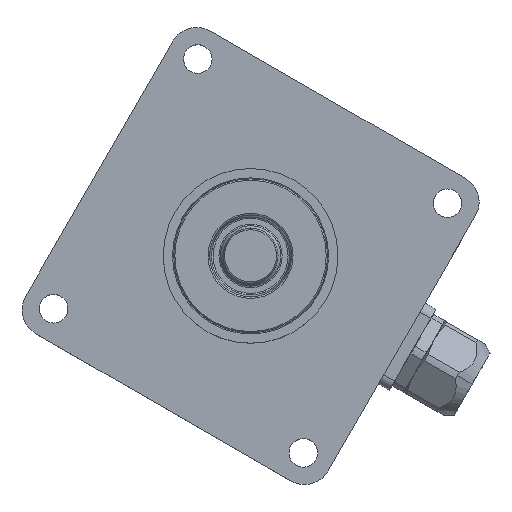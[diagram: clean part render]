
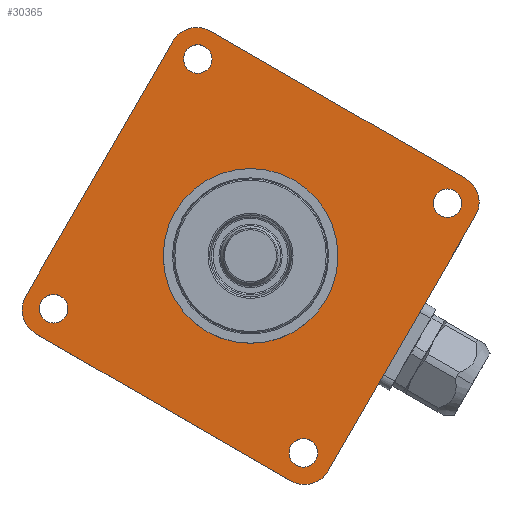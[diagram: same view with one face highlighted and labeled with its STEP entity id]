
A CAD part, top view. The second image highlights one B-rep face of the part: STEP entity #30365.
In plain terms, the highlighted planar face has unit normal (0, 0, 1).
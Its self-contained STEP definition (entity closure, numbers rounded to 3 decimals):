
#4372=DIRECTION('',(0.5,0.866,0.));
#4373=VECTOR('',#4372,53.5);
#4374=CARTESIAN_POINT('',(-40.871,-7.291,22.5));
#4375=LINE('',#4374,#4373);
#4376=CARTESIAN_POINT('',(-9.791,36.541,22.5));
#4377=DIRECTION('',(0.,0.,1.));
#4378=DIRECTION('',(0.5,0.866,0.));
#4379=AXIS2_PLACEMENT_3D('',#4376,#4377,#4378);
#4381=DIRECTION('',(0.866,-0.5,0.));
#4382=VECTOR('',#4381,53.5);
#4383=CARTESIAN_POINT('',(-7.291,40.871,22.5));
#4384=LINE('',#4383,#4382);
#4385=CARTESIAN_POINT('',(36.541,9.791,22.5));
#4386=DIRECTION('',(0.,0.,1.));
#4387=DIRECTION('',(0.866,-0.5,0.));
#4388=AXIS2_PLACEMENT_3D('',#4385,#4386,#4387);
#4390=DIRECTION('',(-0.5,-0.866,0.));
#4391=VECTOR('',#4390,53.5);
#4392=CARTESIAN_POINT('',(40.871,7.291,22.5));
#4393=LINE('',#4392,#4391);
#4394=CARTESIAN_POINT('',(9.791,-36.541,22.5));
#4395=DIRECTION('',(0.,0.,1.));
#4396=DIRECTION('',(-0.5,-0.866,0.));
#4397=AXIS2_PLACEMENT_3D('',#4394,#4395,#4396);
#4399=DIRECTION('',(-0.866,0.5,0.));
#4400=VECTOR('',#4399,53.5);
#4401=CARTESIAN_POINT('',(7.291,-40.871,22.5));
#4402=LINE('',#4401,#4400);
#4403=CARTESIAN_POINT('',(-36.541,-9.791,22.5));
#4404=DIRECTION('',(0.,0.,1.));
#4405=DIRECTION('',(-0.866,0.5,0.));
#4406=AXIS2_PLACEMENT_3D('',#4403,#4404,#4405);
#4408=CARTESIAN_POINT('',(9.59,-35.79,22.5));
#4409=DIRECTION('',(0.,0.,-1.));
#4410=DIRECTION('',(0.,-1.,0.));
#4411=AXIS2_PLACEMENT_3D('',#4408,#4409,#4410);
#4413=CARTESIAN_POINT('',(9.59,-35.79,22.5));
#4414=DIRECTION('',(0.,0.,-1.));
#4415=DIRECTION('',(0.,1.,0.));
#4416=AXIS2_PLACEMENT_3D('',#4413,#4414,#4415);
#4418=CARTESIAN_POINT('',(-35.79,-9.59,22.5));
#4419=DIRECTION('',(0.,0.,-1.));
#4420=DIRECTION('',(0.,-1.,0.));
#4421=AXIS2_PLACEMENT_3D('',#4418,#4419,#4420);
#4423=CARTESIAN_POINT('',(-35.79,-9.59,22.5));
#4424=DIRECTION('',(0.,0.,-1.));
#4425=DIRECTION('',(0.,1.,0.));
#4426=AXIS2_PLACEMENT_3D('',#4423,#4424,#4425);
#4428=CARTESIAN_POINT('',(35.79,9.59,22.5));
#4429=DIRECTION('',(0.,0.,-1.));
#4430=DIRECTION('',(0.,-1.,0.));
#4431=AXIS2_PLACEMENT_3D('',#4428,#4429,#4430);
#4433=CARTESIAN_POINT('',(35.79,9.59,22.5));
#4434=DIRECTION('',(0.,0.,-1.));
#4435=DIRECTION('',(0.,1.,0.));
#4436=AXIS2_PLACEMENT_3D('',#4433,#4434,#4435);
#4438=CARTESIAN_POINT('',(-9.59,35.79,22.5));
#4439=DIRECTION('',(0.,0.,-1.));
#4440=DIRECTION('',(0.,-1.,0.));
#4441=AXIS2_PLACEMENT_3D('',#4438,#4439,#4440);
#4443=CARTESIAN_POINT('',(-9.59,35.79,22.5));
#4444=DIRECTION('',(0.,0.,-1.));
#4445=DIRECTION('',(0.,1.,0.));
#4446=AXIS2_PLACEMENT_3D('',#4443,#4444,#4445);
#4500=CARTESIAN_POINT('',(0.,0.,22.5));
#4501=DIRECTION('',(0.,0.,1.));
#4502=DIRECTION('',(0.,1.,0.));
#4503=AXIS2_PLACEMENT_3D('',#4500,#4501,#4502);
#4519=CARTESIAN_POINT('',(0.,0.,22.5));
#4520=DIRECTION('',(0.,0.,-1.));
#4521=DIRECTION('',(0.,1.,0.));
#4522=AXIS2_PLACEMENT_3D('',#4519,#4520,#4521);
#21896=CARTESIAN_POINT('',(-40.871,-7.291,22.5));
#21898=VERTEX_POINT('',#21896);
#21900=CARTESIAN_POINT('',(-14.121,39.041,22.5));
#21902=VERTEX_POINT('',#21900);
#21904=CARTESIAN_POINT('',(-7.291,40.871,22.5));
#21906=VERTEX_POINT('',#21904);
#21908=CARTESIAN_POINT('',(39.041,14.121,22.5));
#21910=VERTEX_POINT('',#21908);
#21912=CARTESIAN_POINT('',(40.871,7.291,22.5));
#21914=VERTEX_POINT('',#21912);
#21916=CARTESIAN_POINT('',(14.121,-39.041,22.5));
#21918=VERTEX_POINT('',#21916);
#21920=CARTESIAN_POINT('',(7.291,-40.871,22.5));
#21922=VERTEX_POINT('',#21920);
#21924=CARTESIAN_POINT('',(-39.041,-14.121,22.5));
#21926=VERTEX_POINT('',#21924);
#21928=CARTESIAN_POINT('',(0.,15.875,22.5));
#21929=CARTESIAN_POINT('',(0.,-15.875,22.5));
#21930=VERTEX_POINT('',#21928);
#21931=VERTEX_POINT('',#21929);
#21936=CARTESIAN_POINT('',(-9.59,33.19,22.5));
#21937=CARTESIAN_POINT('',(-9.59,38.39,22.5));
#21938=VERTEX_POINT('',#21936);
#21939=VERTEX_POINT('',#21937);
#21944=CARTESIAN_POINT('',(35.79,6.99,22.5));
#21945=CARTESIAN_POINT('',(35.79,12.19,22.5));
#21946=VERTEX_POINT('',#21944);
#21947=VERTEX_POINT('',#21945);
#21952=CARTESIAN_POINT('',(-35.79,-12.19,22.5));
#21953=CARTESIAN_POINT('',(-35.79,-6.99,22.5));
#21954=VERTEX_POINT('',#21952);
#21955=VERTEX_POINT('',#21953);
#21960=CARTESIAN_POINT('',(9.59,-38.39,22.5));
#21961=CARTESIAN_POINT('',(9.59,-33.19,22.5));
#21962=VERTEX_POINT('',#21960);
#21963=VERTEX_POINT('',#21961);
#30314=CARTESIAN_POINT('',(0.,0.,22.5));
#30315=DIRECTION('',(0.,0.,-1.));
#30316=DIRECTION('',(0.,1.,0.));
#30317=AXIS2_PLACEMENT_3D('',#30314,#30315,#30316);
#30318=PLANE('',#30317);
#30319=ORIENTED_EDGE('',*,*,#30295,.T.);
#30321=ORIENTED_EDGE('',*,*,#30320,.F.);
#30323=ORIENTED_EDGE('',*,*,#30322,.T.);
#30325=ORIENTED_EDGE('',*,*,#30324,.F.);
#30327=ORIENTED_EDGE('',*,*,#30326,.T.);
#30329=ORIENTED_EDGE('',*,*,#30328,.F.);
#30331=ORIENTED_EDGE('',*,*,#30330,.T.);
#30332=ORIENTED_EDGE('',*,*,#30306,.F.);
#30333=EDGE_LOOP('',(#30319,#30321,#30323,#30325,#30327,#30329,#30331,#30332));
#30334=FACE_OUTER_BOUND('',#30333,.F.);
#30336=ORIENTED_EDGE('',*,*,#30335,.F.);
#30338=ORIENTED_EDGE('',*,*,#30337,.F.);
#30339=EDGE_LOOP('',(#30336,#30338));
#30340=FACE_BOUND('',#30339,.F.);
#30342=ORIENTED_EDGE('',*,*,#30341,.F.);
#30344=ORIENTED_EDGE('',*,*,#30343,.F.);
#30345=EDGE_LOOP('',(#30342,#30344));
#30346=FACE_BOUND('',#30345,.F.);
#30348=ORIENTED_EDGE('',*,*,#30347,.F.);
#30350=ORIENTED_EDGE('',*,*,#30349,.F.);
#30351=EDGE_LOOP('',(#30348,#30350));
#30352=FACE_BOUND('',#30351,.F.);
#30354=ORIENTED_EDGE('',*,*,#30353,.T.);
#30356=ORIENTED_EDGE('',*,*,#30355,.F.);
#30357=EDGE_LOOP('',(#30354,#30356));
#30358=FACE_BOUND('',#30357,.F.);
#30360=ORIENTED_EDGE('',*,*,#30359,.F.);
#30362=ORIENTED_EDGE('',*,*,#30361,.F.);
#30363=EDGE_LOOP('',(#30360,#30362));
#30364=FACE_BOUND('',#30363,.F.);
#4380=CIRCLE('',#4379,5.);
#4389=CIRCLE('',#4388,5.);
#4398=CIRCLE('',#4397,5.);
#4407=CIRCLE('',#4406,5.);
#4412=CIRCLE('',#4411,2.6);
#4417=CIRCLE('',#4416,2.6);
#4422=CIRCLE('',#4421,2.6);
#4427=CIRCLE('',#4426,2.6);
#4432=CIRCLE('',#4431,2.6);
#4437=CIRCLE('',#4436,2.6);
#4442=CIRCLE('',#4441,2.6);
#4447=CIRCLE('',#4446,2.6);
#4504=CIRCLE('',#4503,15.875);
#4523=CIRCLE('',#4522,15.875);
#30295=EDGE_CURVE('',#21898,#21902,#4375,.T.);
#30306=EDGE_CURVE('',#21898,#21926,#4407,.T.);
#30320=EDGE_CURVE('',#21906,#21902,#4380,.T.);
#30322=EDGE_CURVE('',#21906,#21910,#4384,.T.);
#30324=EDGE_CURVE('',#21914,#21910,#4389,.T.);
#30326=EDGE_CURVE('',#21914,#21918,#4393,.T.);
#30328=EDGE_CURVE('',#21922,#21918,#4398,.T.);
#30330=EDGE_CURVE('',#21922,#21926,#4402,.T.);
#30335=EDGE_CURVE('',#21962,#21963,#4412,.T.);
#30337=EDGE_CURVE('',#21963,#21962,#4417,.T.);
#30341=EDGE_CURVE('',#21954,#21955,#4422,.T.);
#30343=EDGE_CURVE('',#21955,#21954,#4427,.T.);
#30347=EDGE_CURVE('',#21946,#21947,#4432,.T.);
#30349=EDGE_CURVE('',#21947,#21946,#4437,.T.);
#30353=EDGE_CURVE('',#21930,#21931,#4504,.T.);
#30355=EDGE_CURVE('',#21930,#21931,#4523,.T.);
#30359=EDGE_CURVE('',#21938,#21939,#4442,.T.);
#30361=EDGE_CURVE('',#21939,#21938,#4447,.T.);
#30365=ADVANCED_FACE('',(#30334,#30340,#30346,#30352,#30358,#30364),#30318,.F.);
